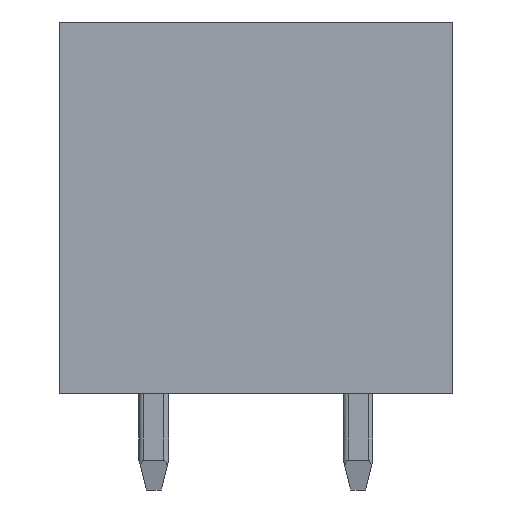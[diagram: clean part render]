
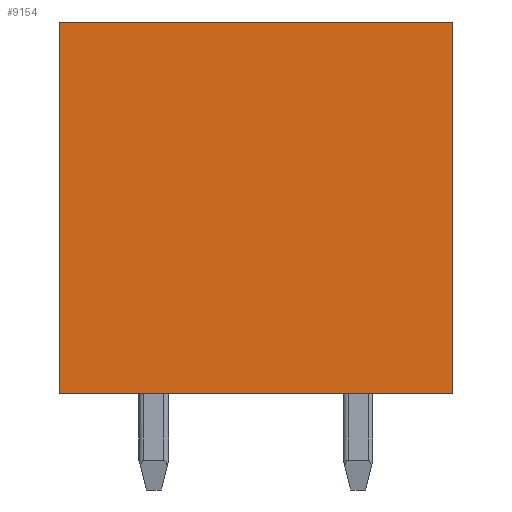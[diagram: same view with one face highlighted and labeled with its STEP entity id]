
A CAD part, left-side view. The second image highlights one B-rep face of the part: STEP entity #9154.
In plain terms, the highlighted planar face has unit normal (-1, 0, 0).
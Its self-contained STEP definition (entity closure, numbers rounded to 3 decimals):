
#721=DIRECTION('',(0.,0.,-1.));
#722=VECTOR('',#721,10.);
#723=CARTESIAN_POINT('',(-21.8,-5.3,3.7));
#724=LINE('',#723,#722);
#725=DIRECTION('',(0.,1.,0.));
#726=VECTOR('',#725,10.6);
#727=CARTESIAN_POINT('',(-21.8,-5.3,-6.3));
#728=LINE('',#727,#726);
#729=DIRECTION('',(0.,0.,1.));
#730=VECTOR('',#729,10.);
#731=CARTESIAN_POINT('',(-21.8,5.3,-6.3));
#732=LINE('',#731,#730);
#733=DIRECTION('',(0.,-1.,0.));
#734=VECTOR('',#733,10.6);
#735=CARTESIAN_POINT('',(-21.8,5.3,3.7));
#736=LINE('',#735,#734);
#6761=CARTESIAN_POINT('',(-21.8,-5.3,3.7));
#6762=CARTESIAN_POINT('',(-21.8,-5.3,-6.3));
#6763=VERTEX_POINT('',#6761);
#6764=VERTEX_POINT('',#6762);
#6765=CARTESIAN_POINT('',(-21.8,5.3,-6.3));
#6766=VERTEX_POINT('',#6765);
#6767=CARTESIAN_POINT('',(-21.8,5.3,3.7));
#6768=VERTEX_POINT('',#6767);
#9143=CARTESIAN_POINT('',(-21.8,0.,0.));
#9144=DIRECTION('',(1.,0.,0.));
#9145=DIRECTION('',(0.,-1.,0.));
#9146=AXIS2_PLACEMENT_3D('',#9143,#9144,#9145);
#9147=PLANE('',#9146);
#9148=ORIENTED_EDGE('',*,*,#8517,.T.);
#9149=ORIENTED_EDGE('',*,*,#8532,.T.);
#9150=ORIENTED_EDGE('',*,*,#8762,.T.);
#9151=ORIENTED_EDGE('',*,*,#8775,.T.);
#9152=EDGE_LOOP('',(#9148,#9149,#9150,#9151));
#9153=FACE_OUTER_BOUND('',#9152,.F.);
#9154=ADVANCED_FACE('',(#9153),#9147,.F.);
#8517=EDGE_CURVE('',#6763,#6764,#724,.T.);
#8532=EDGE_CURVE('',#6764,#6766,#728,.T.);
#8762=EDGE_CURVE('',#6766,#6768,#732,.T.);
#8775=EDGE_CURVE('',#6768,#6763,#736,.T.);
